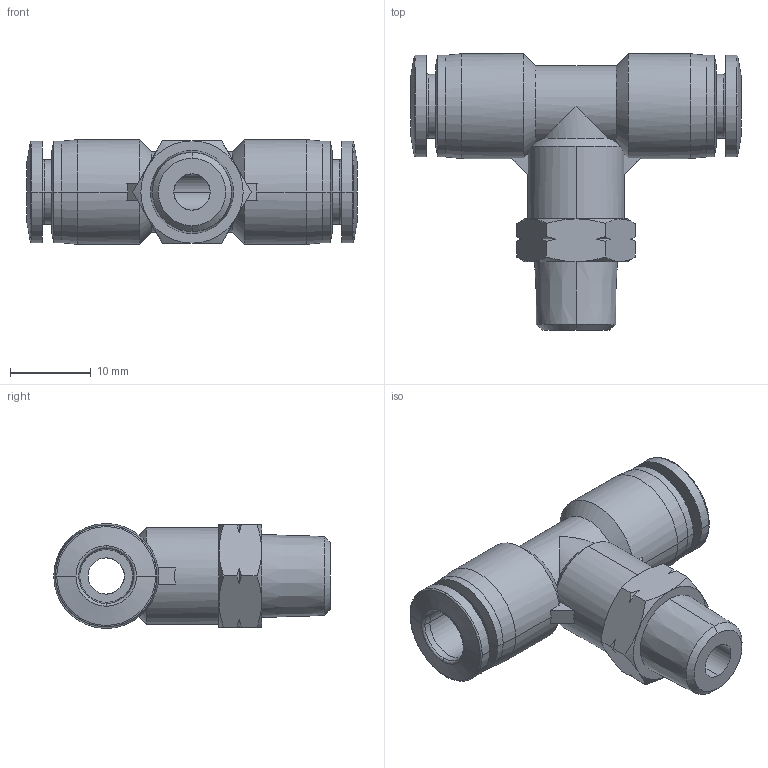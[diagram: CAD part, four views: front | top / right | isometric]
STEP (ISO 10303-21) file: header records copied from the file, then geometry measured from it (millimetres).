
FILE_DESCRIPTION (( 'STEP AP214' ), '1' );
FILE_NAME ('MBT14-18N.step', '2016-02-24T20:39:38', ( '' ), ( '' ), 'SwSTEP 2.0', 'SolidWorks 2015', '' );
FILE_SCHEMA (( 'AUTOMOTIVE_DESIGN' ));
Length unit declared in the file: inch
Products named in the file (1): MBT14-18N
Bounding box: 41 x 34.3 x 13 mm (x, y, z)
Volume: 5330.5 mm3; surface area: 4069.1 mm2
Topology: 1 solids, 1 shells, 114 faces, 284 edges, 177 vertices
Faces by surface type: cone 50, cylinder 31, plane 21, bspline 8, torus 4
Entity records: 5093 total; most frequent: CARTESIAN_POINT 938, ORIENTED_EDGE 568, DIRECTION 551, EDGE_CURVE 284, AXIS2_PLACEMENT_3D 238, VERTEX_POINT 177, CIRCLE 131, EDGE_LOOP 123
